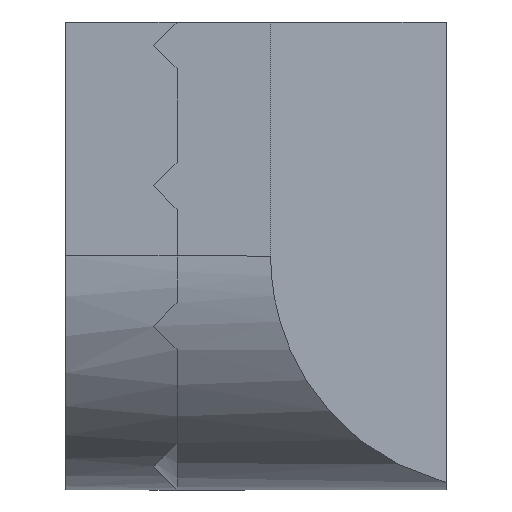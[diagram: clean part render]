
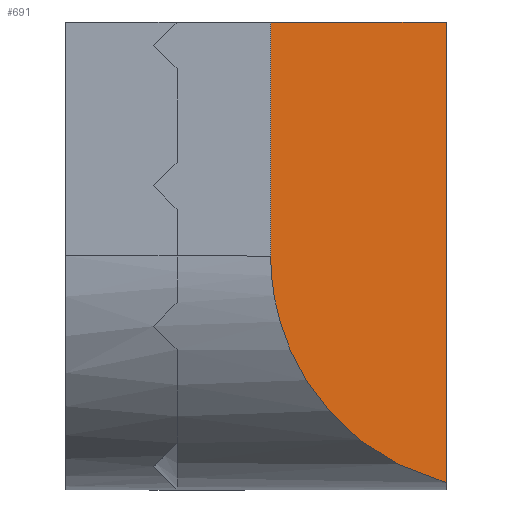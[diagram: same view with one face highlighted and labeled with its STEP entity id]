
A CAD part, left-side view. The second image highlights one B-rep face of the part: STEP entity #691.
In plain terms, the highlighted planar face has unit normal (-0.707, -0.707, 0).
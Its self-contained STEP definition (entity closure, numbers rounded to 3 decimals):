
#6 = EDGE_LOOP ( 'NONE', ( #1238, #1001, #525, #713 ) ) ;
#18 = CARTESIAN_POINT ( 'NONE',  ( 0., -2., 4. ) ) ;
#24 = PLANE ( 'NONE',  #509 ) ;
#28 = DIRECTION ( 'NONE',  ( 0.707, -0.707, 0. ) ) ;
#33 = VERTEX_POINT ( 'NONE', #74 ) ;
#38 = CARTESIAN_POINT ( 'NONE',  ( 3., -5., 8. ) ) ;
#74 = CARTESIAN_POINT ( 'NONE',  ( 3., -5., 0.127 ) ) ;
#120 = CARTESIAN_POINT ( 'NONE',  ( 0., -2., 8. ) ) ;
#128 = DIRECTION ( 'NONE',  ( 0.707, 0.707, 0. ) ) ;
#187 =( BOUNDED_CURVE ( )  B_SPLINE_CURVE ( 3, ( #553, #449, #643, #1184 ),
 .UNSPECIFIED., .F., .F. ) 
 B_SPLINE_CURVE_WITH_KNOTS ( ( 4, 4 ),
 ( 1.823, 3.142 ),
 .UNSPECIFIED. ) 
 CURVE ( )  GEOMETRIC_REPRESENTATION_ITEM ( )  RATIONAL_B_SPLINE_CURVE ( ( 1., 0.86, 0.86, 1. ) ) 
 REPRESENTATION_ITEM ( '' )  );
#215 = CARTESIAN_POINT ( 'NONE',  ( 3., -5., 8. ) ) ;
#241 = LINE ( 'NONE', #761, #1081 ) ;
#321 = LINE ( 'NONE', #120, #830 ) ;
#449 = CARTESIAN_POINT ( 'NONE',  ( 1.162, -3.162, 0.602 ) ) ;
#456 = LINE ( 'NONE', #38, #902 ) ;
#509 = AXIS2_PLACEMENT_3D ( 'NONE', #832, #128, #936 ) ;
#517 = EDGE_CURVE ( 'NONE', #1306, #764, #321, .T. ) ;
#525 = ORIENTED_EDGE ( 'NONE', *, *, #517, .F. ) ;
#535 = VERTEX_POINT ( 'NONE', #18 ) ;
#553 = CARTESIAN_POINT ( 'NONE',  ( 3., -5., 0.127 ) ) ;
#643 = CARTESIAN_POINT ( 'NONE',  ( 0., -2., 2.102 ) ) ;
#691 = ADVANCED_FACE ( 'NONE', ( #1228 ), #24, .F. ) ;
#713 = ORIENTED_EDGE ( 'NONE', *, *, #893, .F. ) ;
#761 = CARTESIAN_POINT ( 'NONE',  ( 0., -2., 8. ) ) ;
#764 = VERTEX_POINT ( 'NONE', #215 ) ;
#790 = CARTESIAN_POINT ( 'NONE',  ( 0., -2., 8. ) ) ;
#830 = VECTOR ( 'NONE', #28, 1000. ) ;
#832 = CARTESIAN_POINT ( 'NONE',  ( 0., -2., 8. ) ) ;
#838 = EDGE_CURVE ( 'NONE', #33, #535, #187, .T. ) ;
#845 = DIRECTION ( 'NONE',  ( 0., 0., 1. ) ) ;
#893 = EDGE_CURVE ( 'NONE', #535, #1306, #241, .T. ) ;
#902 = VECTOR ( 'NONE', #845, 1000. ) ;
#936 = DIRECTION ( 'NONE',  ( -0.707, 0.707, 0. ) ) ;
#1001 = ORIENTED_EDGE ( 'NONE', *, *, #1176, .T. ) ;
#1081 = VECTOR ( 'NONE', #1177, 1000. ) ;
#1176 = EDGE_CURVE ( 'NONE', #33, #764, #456, .T. ) ;
#1177 = DIRECTION ( 'NONE',  ( 0., 0., 1. ) ) ;
#1184 = CARTESIAN_POINT ( 'NONE',  ( 0., -2., 4. ) ) ;
#1228 = FACE_OUTER_BOUND ( 'NONE', #6, .T. ) ;
#1238 = ORIENTED_EDGE ( 'NONE', *, *, #838, .F. ) ;
#1306 = VERTEX_POINT ( 'NONE', #790 ) ;
